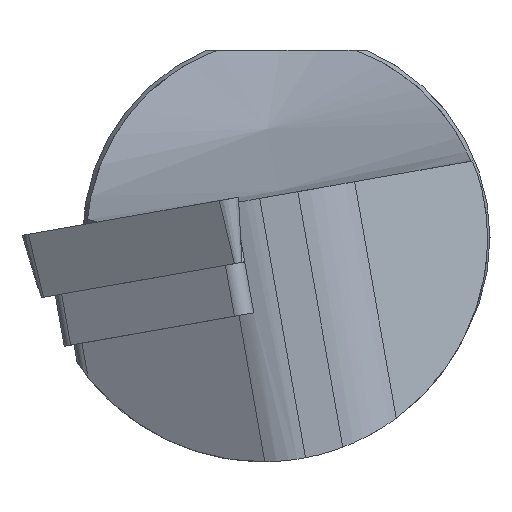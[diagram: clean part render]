
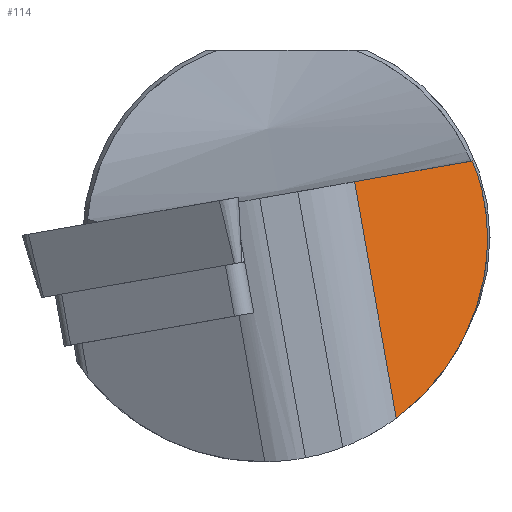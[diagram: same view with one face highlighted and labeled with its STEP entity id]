
A CAD part, left-side view. The second image highlights one B-rep face of the part: STEP entity #114.
In plain terms, the highlighted planar face has unit normal (-0.707, -0.696, 0.123).
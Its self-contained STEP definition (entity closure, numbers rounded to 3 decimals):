
#99=ELLIPSE('',#880,19.445,13.75);
#100=ELLIPSE('',#881,17.466,12.35);
#114=ADVANCED_FACE('',(#185),#157,.F.);
#157=PLANE('',#882);
#185=FACE_OUTER_BOUND('',#230,.T.);
#230=EDGE_LOOP('',(#459,#460,#461,#462));
#286=LINE('',#1223,#347);
#296=LINE('',#1316,#357);
#347=VECTOR('',#980,1.);
#357=VECTOR('',#1022,1.);
#459=ORIENTED_EDGE('',*,*,#729,.F.);
#460=ORIENTED_EDGE('',*,*,#755,.F.);
#461=ORIENTED_EDGE('',*,*,#756,.T.);
#462=ORIENTED_EDGE('',*,*,#757,.T.);
#649=VERTEX_POINT('',#1222);
#650=VERTEX_POINT('',#1224);
#665=VERTEX_POINT('',#1317);
#666=VERTEX_POINT('',#1319);
#729=EDGE_CURVE('',#649,#650,#286,.T.);
#755=EDGE_CURVE('',#665,#649,#296,.T.);
#756=EDGE_CURVE('',#665,#666,#99,.T.);
#757=EDGE_CURVE('',#666,#650,#100,.T.);
#880=AXIS2_PLACEMENT_3D('',#1318,#1023,#1024);
#881=AXIS2_PLACEMENT_3D('',#1320,#1025,#1026);
#882=AXIS2_PLACEMENT_3D('',#1321,#1027,#1028);
#980=DIRECTION('',(0.707,-0.696,0.123));
#1022=DIRECTION('',(0.,0.174,0.985));
#1023=DIRECTION('',(-0.707,-0.696,0.123));
#1024=DIRECTION('',(0.707,-0.696,0.123));
#1025=DIRECTION('',(-0.707,-0.696,0.123));
#1026=DIRECTION('',(0.707,-0.696,0.123));
#1027=DIRECTION('',(0.707,0.696,-0.123));
#1028=DIRECTION('',(0.702,-0.712,0.));
#1222=CARTESIAN_POINT('',(2.964,-4.19,3.432));
#1223=CARTESIAN_POINT('',(2.964,-4.19,3.432));
#1224=CARTESIAN_POINT('',(10.304,-11.418,4.706));
#1316=CARTESIAN_POINT('',(2.964,-7.611,-15.969));
#1317=CARTESIAN_POINT('',(2.964,-6.748,-11.075));
#1318=CARTESIAN_POINT('',(-3.137,1.4,0.));
#1319=CARTESIAN_POINT('',(10.404,-12.35,0.));
#1320=CARTESIAN_POINT('',(-1.758,0.,0.));
#1321=CARTESIAN_POINT('',(2.964,-7.611,-15.969));
